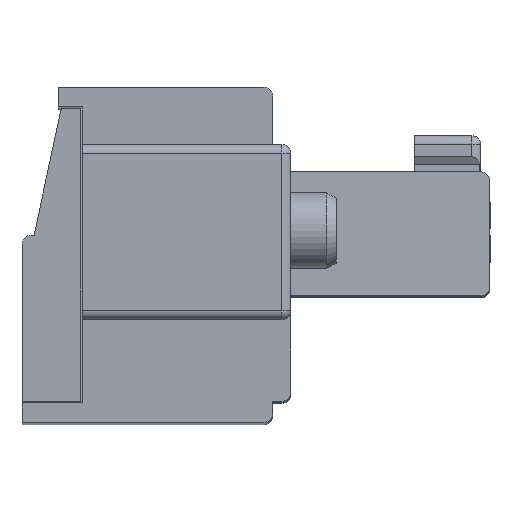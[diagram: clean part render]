
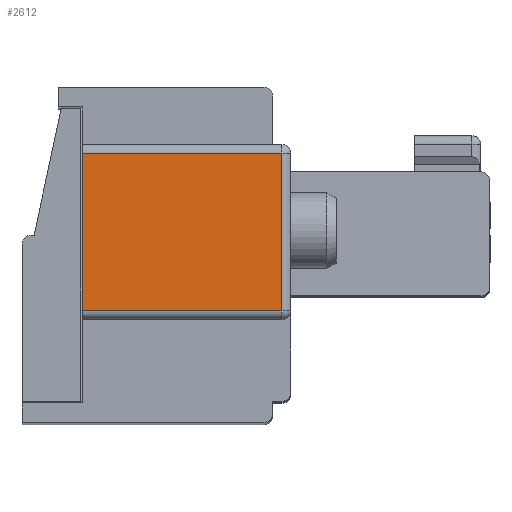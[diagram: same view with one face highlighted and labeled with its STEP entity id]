
A CAD part, top view. The second image highlights one B-rep face of the part: STEP entity #2612.
In plain terms, the highlighted planar face has unit normal (0, 0, 1).
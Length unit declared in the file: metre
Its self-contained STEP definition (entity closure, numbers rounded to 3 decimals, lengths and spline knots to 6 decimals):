
#2612=ADVANCED_FACE('',(#5377),#5378,.T.);
#5377=FACE_OUTER_BOUND('',#8171,.T.);
#5378=PLANE('',#8172);
#8171=EDGE_LOOP('',(#15978,#15979,#15980,#15981));
#8172=AXIS2_PLACEMENT_3D('',#15982,#15983,#15984);
#15978=ORIENTED_EDGE('',*,*,#18658,.T.);
#15979=ORIENTED_EDGE('',*,*,#19250,.T.);
#15980=ORIENTED_EDGE('',*,*,#19239,.T.);
#15981=ORIENTED_EDGE('',*,*,#19248,.T.);
#15982=CARTESIAN_POINT('',(0.007073,0.00941,0.039088));
#15983=DIRECTION('',(0.,0.,1.0));
#15984=DIRECTION('',(-1.0,0.,0.));
#18658=EDGE_CURVE('',#22919,#22917,#22920,.T.);
#19239=EDGE_CURVE('',#23760,#23758,#23761,.T.);
#19248=EDGE_CURVE('',#23758,#22919,#23771,.T.);
#19250=EDGE_CURVE('',#22917,#23760,#23773,.T.);
#22917=VERTEX_POINT('',#29354);
#22919=VERTEX_POINT('',#29356);
#22920=LINE('',#29357,#29358);
#23758=VERTEX_POINT('',#30632);
#23760=VERTEX_POINT('',#30634);
#23761=LINE('',#30635,#30636);
#23771=LINE('',#30646,#30647);
#23773=LINE('',#30649,#30650);
#29354=CARTESIAN_POINT('',(0.000473,0.00421,0.039088));
#29356=CARTESIAN_POINT('',(0.000473,0.00941,0.039088));
#29357=CARTESIAN_POINT('',(0.000473,0.00391,0.039088));
#29358=VECTOR('',#33180,1.0);
#30632=CARTESIAN_POINT('',(0.007073,0.00941,0.039088));
#30634=CARTESIAN_POINT('',(0.007073,0.00421,0.039088));
#30635=CARTESIAN_POINT('',(0.007073,0.00941,0.039088));
#30636=VECTOR('',#33757,1.0);
#30646=CARTESIAN_POINT('',(0.007073,0.00941,0.039088));
#30647=VECTOR('',#33770,1.0);
#30649=CARTESIAN_POINT('',(0.007073,0.00421,0.039088));
#30650=VECTOR('',#33771,1.0);
#33180=DIRECTION('',(0.,-1.0,0.));
#33757=DIRECTION('',(0.,1.0,0.));
#33770=DIRECTION('',(-1.0,0.,0.));
#33771=DIRECTION('',(1.0,0.,0.));
